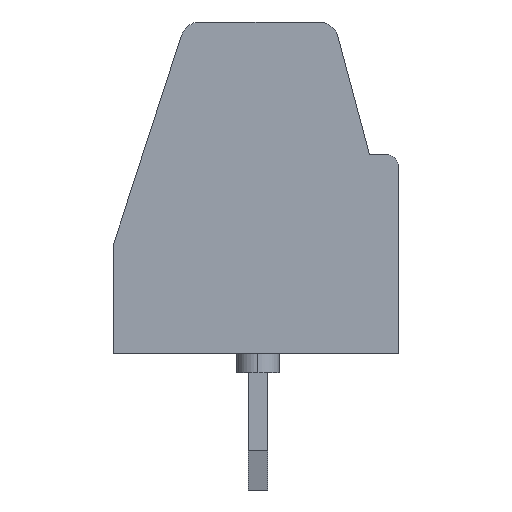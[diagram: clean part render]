
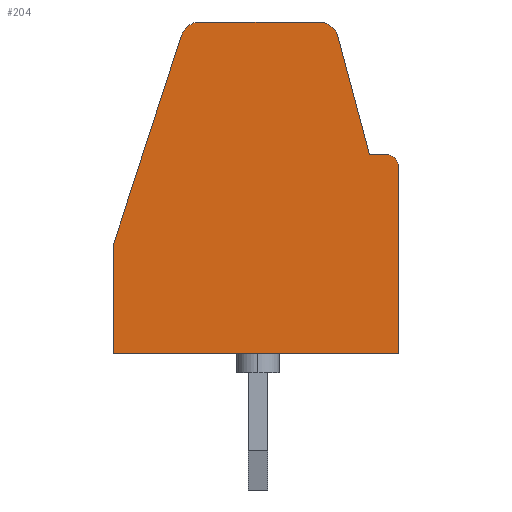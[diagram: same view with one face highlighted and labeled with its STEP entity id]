
A CAD part, left-side view. The second image highlights one B-rep face of the part: STEP entity #204.
In plain terms, the highlighted planar face has unit normal (-1, 0, 0).
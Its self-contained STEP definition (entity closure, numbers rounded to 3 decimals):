
#204=ADVANCED_FACE('',(#495),#496,.F.);
#495=FACE_OUTER_BOUND('',#880,.T.);
#496=PLANE('',#881);
#880=EDGE_LOOP('',(#1372,#1373,#1374,#1375,#1376,#1377,#1378,#1379,#1380,#1381));
#881=AXIS2_PLACEMENT_3D('',#1382,#1383,#1384);
#1372=ORIENTED_EDGE('',*,*,#2355,.T.);
#1373=ORIENTED_EDGE('',*,*,#2356,.T.);
#1374=ORIENTED_EDGE('',*,*,#2357,.T.);
#1375=ORIENTED_EDGE('',*,*,#2358,.T.);
#1376=ORIENTED_EDGE('',*,*,#2359,.T.);
#1377=ORIENTED_EDGE('',*,*,#2345,.F.);
#1378=ORIENTED_EDGE('',*,*,#2353,.T.);
#1379=ORIENTED_EDGE('',*,*,#2360,.T.);
#1380=ORIENTED_EDGE('',*,*,#2361,.T.);
#1381=ORIENTED_EDGE('',*,*,#2362,.T.);
#1382=CARTESIAN_POINT('',(0.0,34.955,-20.821));
#1383=DIRECTION('',(1.0,0.,0.));
#1384=DIRECTION('',(0.,1.0,0.));
#2345=EDGE_CURVE('',#2819,#2822,#2823,.T.);
#2353=EDGE_CURVE('',#2819,#2832,#2834,.T.);
#2355=EDGE_CURVE('',#2836,#2837,#2838,.T.);
#2356=EDGE_CURVE('',#2837,#2839,#2840,.T.);
#2357=EDGE_CURVE('',#2839,#2841,#2842,.T.);
#2358=EDGE_CURVE('',#2841,#2843,#2844,.T.);
#2359=EDGE_CURVE('',#2843,#2822,#2845,.T.);
#2360=EDGE_CURVE('',#2832,#2846,#2847,.T.);
#2361=EDGE_CURVE('',#2846,#2848,#2849,.T.);
#2362=EDGE_CURVE('',#2848,#2836,#2850,.T.);
#2819=VERTEX_POINT('',#3476);
#2822=VERTEX_POINT('',#3480);
#2823=LINE('',#3481,#3482);
#2832=VERTEX_POINT('',#3493);
#2834=CIRCLE('',#3496,0.5);
#2836=VERTEX_POINT('',#3498);
#2837=VERTEX_POINT('',#3499);
#2838=LINE('',#3500,#3501);
#2839=VERTEX_POINT('',#3502);
#2840=CIRCLE('',#3503,0.3);
#2841=VERTEX_POINT('',#3504);
#2842=LINE('',#3505,#3506);
#2843=VERTEX_POINT('',#3507);
#2844=LINE('',#3508,#3509);
#2845=CIRCLE('',#3510,0.5);
#2846=VERTEX_POINT('',#3511);
#2847=LINE('',#3512,#3513);
#2848=VERTEX_POINT('',#3514);
#2849=LINE('',#3515,#3516);
#2850=LINE('',#3517,#3518);
#3476=CARTESIAN_POINT('',(0.,5.087,8.5));
#3480=CARTESIAN_POINT('',(0.,2.034,8.5));
#3481=CARTESIAN_POINT('',(0.,5.087,8.5));
#3482=VECTOR('',#4271,1.0);
#3493=CARTESIAN_POINT('',(0.,5.562,8.155));
#3496=AXIS2_PLACEMENT_3D('',#4284,#4285,#4286);
#3498=CARTESIAN_POINT('',(0.,0.0,0.));
#3499=CARTESIAN_POINT('',(0.,0.0,4.8));
#3500=CARTESIAN_POINT('',(0.,0.0,0.));
#3501=VECTOR('',#4287,1.0);
#3502=CARTESIAN_POINT('',(0.,0.3,5.1));
#3503=AXIS2_PLACEMENT_3D('',#4288,#4289,#4290);
#3504=CARTESIAN_POINT('',(0.,0.739,5.1));
#3505=CARTESIAN_POINT('',(0.,0.3,5.1));
#3506=VECTOR('',#4291,1.0);
#3507=CARTESIAN_POINT('',(0.,1.551,8.129));
#3508=CARTESIAN_POINT('',(0.,0.739,5.1));
#3509=VECTOR('',#4292,1.0);
#3510=AXIS2_PLACEMENT_3D('',#4293,#4294,#4295);
#3511=CARTESIAN_POINT('',(0.,7.3,2.806));
#3512=CARTESIAN_POINT('',(0.,5.562,8.155));
#3513=VECTOR('',#4296,1.0);
#3514=CARTESIAN_POINT('',(0.,7.3,0.));
#3515=CARTESIAN_POINT('',(0.,7.3,2.806));
#3516=VECTOR('',#4297,1.0);
#3517=CARTESIAN_POINT('',(0.,7.3,0.));
#3518=VECTOR('',#4298,1.0);
#4271=DIRECTION('',(0.,-1.0,0.));
#4284=CARTESIAN_POINT('',(0.,5.087,8.0));
#4285=DIRECTION('',(-1.0,0.,0.));
#4286=DIRECTION('',(0.,0.,1.0));
#4287=DIRECTION('',(0.,0.,1.0));
#4288=CARTESIAN_POINT('',(0.,0.3,4.8));
#4289=DIRECTION('',(-1.0,0.,0.));
#4290=DIRECTION('',(0.,-1.0,0.));
#4291=DIRECTION('',(0.,1.0,0.));
#4292=DIRECTION('',(0.,0.259,0.966));
#4293=CARTESIAN_POINT('',(0.,2.034,8.0));
#4294=DIRECTION('',(-1.0,0.,0.));
#4295=DIRECTION('',(0.,-0.966,0.259));
#4296=DIRECTION('',(0.,0.309,-0.951));
#4297=DIRECTION('',(0.,0.,-1.0));
#4298=DIRECTION('',(0.,-1.0,0.));
